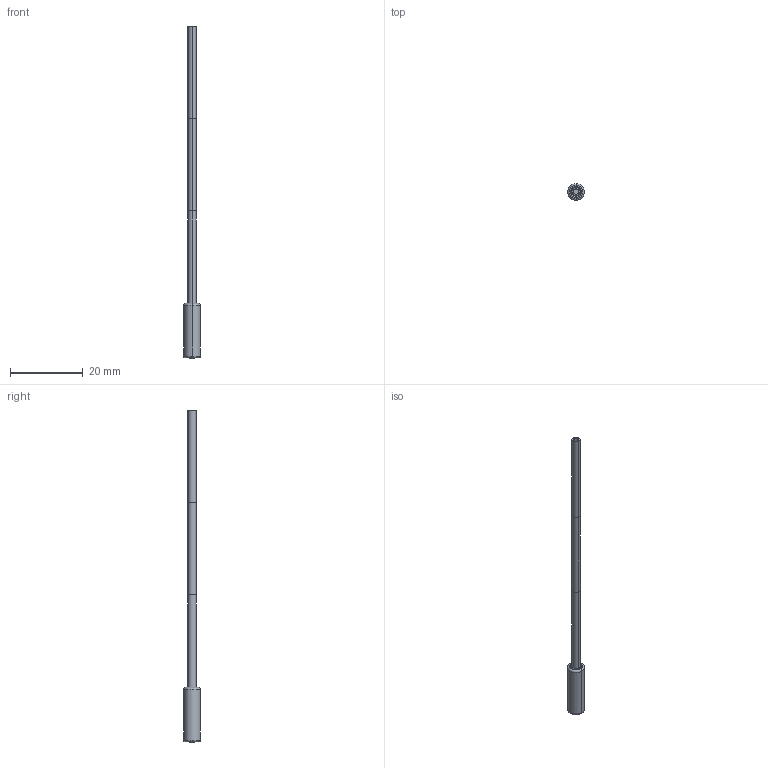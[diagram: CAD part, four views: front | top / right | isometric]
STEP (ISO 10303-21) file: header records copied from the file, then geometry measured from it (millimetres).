
FILE_DESCRIPTION((''),'2;1');
FILE_NAME('166405_ASM','2016-02-03T',('pdmadmin'),(''),'PRO/ENGINEER BY PARAMETRIC TECHNOLOGY CORPORATION, 2013230','PRO/ENGINEER BY PARAMETRIC TECHNOLOGY CORPORATION, 2013230','');
FILE_SCHEMA(('CONFIG_CONTROL_DESIGN'));
Length unit declared in the file: inch
Products named in the file (4): 51097; 39681; FIBER_CORE_059-150; 166405_ASM
Assembly tree (5 placements, depth 2):
  166405_ASM
    51097
    39681  x3
    FIBER_CORE_059-150
Bounding box: 4.65 x 4.65 x 91.19 mm (x, y, z)
Volume: 367.6 mm3; surface area: 1272.3 mm2
Topology: 5 solids, 5 shells, 38 faces, 74 edges, 46 vertices
Faces by surface type: cylinder 20, plane 10, torus 4, cone 4
Entity records: 806 total; most frequent: DIRECTION 154, CARTESIAN_POINT 115, ORIENTED_EDGE 100, AXIS2_PLACEMENT_3D 69, EDGE_CURVE 50, CIRCLE 34, VERTEX_POINT 30, EDGE_LOOP 30
